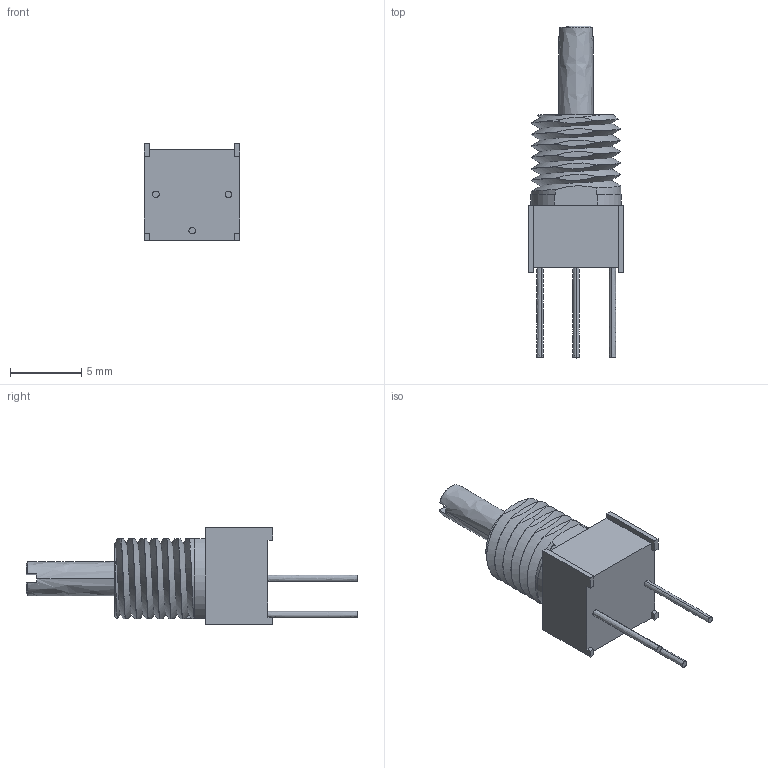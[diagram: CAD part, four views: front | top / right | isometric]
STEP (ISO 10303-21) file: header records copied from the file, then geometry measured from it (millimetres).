
FILE_DESCRIPTION((''),'2;1');
FILE_NAME('3360P_ASM','2011-03-17T',('minhn'),('Bourns, Inc.'),'PRO/ENGINEER BY PARAMETRIC TECHNOLOGY CORPORATION, 2001200','PRO/ENGINEER BY PARAMETRIC TECHNOLOGY CORPORATION, 2001200','');
FILE_SCHEMA(('AUTOMOTIVE_DESIGN_CC2 { 1 2 10303 214 -1 1 5 2 }'));
Length unit declared in the file: inch
Products named in the file (2): 33756-70405; 3360P_ASM
Assembly tree (1 placements, depth 2):
  3360P_ASM
    33756-70405
Bounding box: 6.71 x 23.24 x 6.78 mm (x, y, z)
Volume: 374.6 mm3; surface area: 609.3 mm2
Topology: 1 solids, 1 shells, 98 faces, 262 edges, 173 vertices
Faces by surface type: bspline 98
Entity records: 6498 total; most frequent: CARTESIAN_POINT 3632, ORIENTED_EDGE 524, PRESENTATION_STYLE_ASSIGNMENT 263, STYLED_ITEM 263, CURVE_STYLE 262, EDGE_CURVE 262, DIRECTION 242, VERTEX_POINT 173
